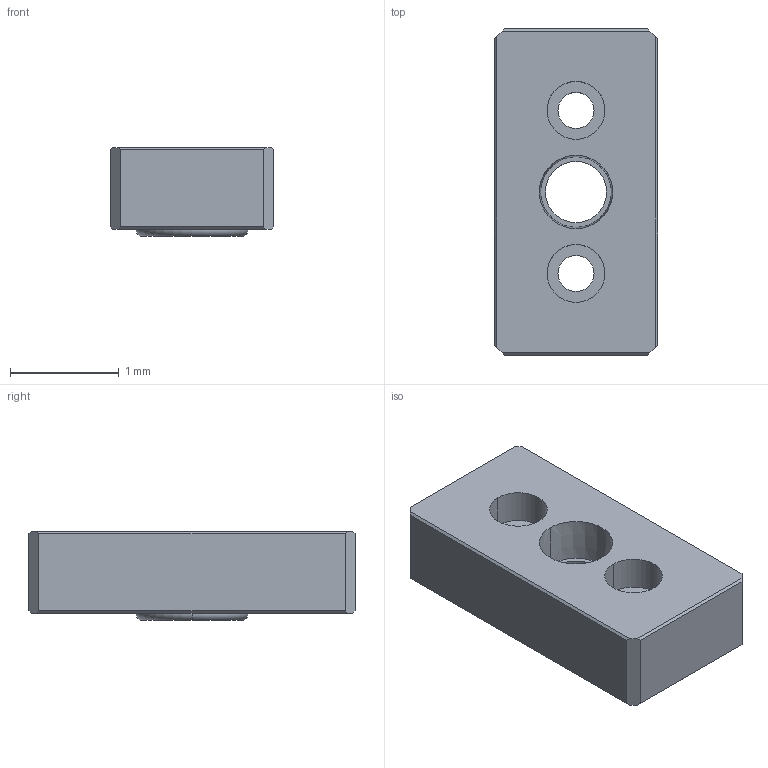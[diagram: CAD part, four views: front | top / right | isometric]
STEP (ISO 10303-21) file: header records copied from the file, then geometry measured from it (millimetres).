
FILE_DESCRIPTION((''),'2;1');
FILE_NAME('15AC8713.stp','2015-07-20T10:27:51',(''),(''),'Mechanical Desktop 2011','Mechanical Desktop 2011',', , ');
FILE_SCHEMA(('CONFIG_CONTROL_DESIGN'));
Length unit declared in the file: millimetre
Products named in the file (1): Product
Bounding box: 1.5 x 3 x 0.82 mm (x, y, z)
Volume: 2.9 mm3; surface area: 19.1 mm2
Topology: 2 solids, 2 shells, 40 faces, 98 edges, 64 vertices
Faces by surface type: plane 22, cylinder 10, torus 6, cone 2
Entity records: 1297 total; most frequent: DIRECTION 218, CARTESIAN_POINT 203, ORIENTED_EDGE 196, EDGE_CURVE 98, AXIS2_PLACEMENT_3D 79, VERTEX_POINT 64, VECTOR 60, LINE 60
